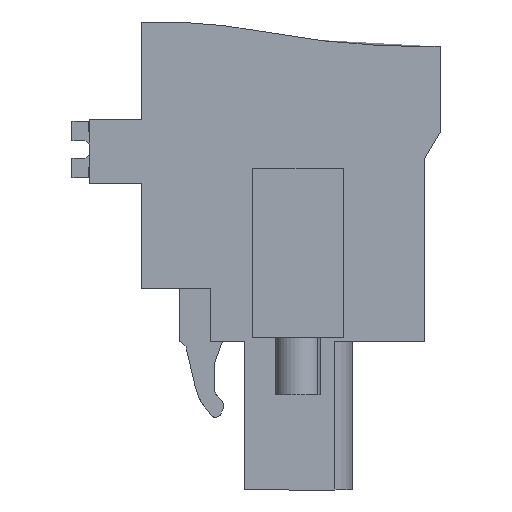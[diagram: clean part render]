
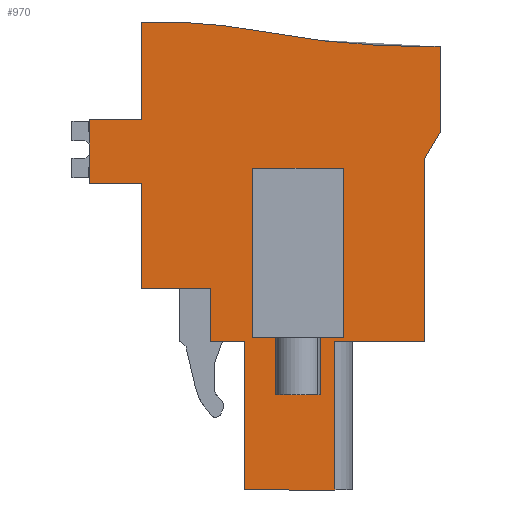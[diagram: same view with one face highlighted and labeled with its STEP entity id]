
A CAD part, left-side view. The second image highlights one B-rep face of the part: STEP entity #970.
In plain terms, the highlighted planar face has unit normal (-1, 0, 0).
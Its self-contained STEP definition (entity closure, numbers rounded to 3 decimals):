
#812=AXIS2_PLACEMENT_3D('Plane Axis2P3D',#809,#810,#811) ;
#825=AXIS2_PLACEMENT_3D('Circle Axis2P3D',#823,#824,$) ;
#832=AXIS2_PLACEMENT_3D('Circle Axis2P3D',#830,#831,$) ;
#49=CARTESIAN_POINT('Vertex',(4.9,12.85,8.35)) ;
#52=CARTESIAN_POINT('Line Origine',(4.9,12.85,9.825)) ;
#56=CARTESIAN_POINT('Vertex',(4.9,12.85,11.3)) ;
#721=CARTESIAN_POINT('Vertex',(4.9,10.937,8.35)) ;
#724=CARTESIAN_POINT('Line Origine',(4.9,11.893,8.35)) ;
#809=CARTESIAN_POINT('Axis2P3D Location',(4.9,3.817,22.4)) ;
#814=CARTESIAN_POINT('Line Origine',(4.9,0.,22.459)) ;
#818=CARTESIAN_POINT('Vertex',(4.9,0.,20.059)) ;
#820=CARTESIAN_POINT('Vertex',(4.9,0.,24.859)) ;
#823=CARTESIAN_POINT('Axis2P3D Location',(4.9,0.92,72.85)) ;
#827=CARTESIAN_POINT('Vertex',(4.9,9.844,25.687)) ;
#830=CARTESIAN_POINT('Axis2P3D Location',(4.9,15.85,-6.057)) ;
#834=CARTESIAN_POINT('Vertex',(4.9,16.75,26.237)) ;
#837=CARTESIAN_POINT('Line Origine',(4.9,16.75,23.494)) ;
#841=CARTESIAN_POINT('Vertex',(4.9,16.75,20.75)) ;
#844=CARTESIAN_POINT('Line Origine',(4.9,18.2,20.75)) ;
#848=CARTESIAN_POINT('Vertex',(4.9,19.65,20.75)) ;
#851=CARTESIAN_POINT('Line Origine',(4.9,19.65,18.975)) ;
#855=CARTESIAN_POINT('Vertex',(4.9,19.65,17.2)) ;
#858=CARTESIAN_POINT('Line Origine',(4.9,18.2,17.2)) ;
#862=CARTESIAN_POINT('Vertex',(4.9,16.75,17.2)) ;
#865=CARTESIAN_POINT('Line Origine',(4.9,16.75,14.25)) ;
#869=CARTESIAN_POINT('Vertex',(4.9,16.75,11.3)) ;
#872=CARTESIAN_POINT('Line Origine',(4.9,14.8,11.3)) ;
#877=CARTESIAN_POINT('Line Origine',(4.9,10.937,4.175)) ;
#881=CARTESIAN_POINT('Vertex',(4.9,10.937,0.)) ;
#884=CARTESIAN_POINT('Line Origine',(4.9,8.414,0.)) ;
#888=CARTESIAN_POINT('Vertex',(4.9,5.891,0.)) ;
#891=CARTESIAN_POINT('Line Origine',(4.9,5.891,4.175)) ;
#895=CARTESIAN_POINT('Vertex',(4.9,5.891,8.35)) ;
#898=CARTESIAN_POINT('Line Origine',(4.9,3.396,8.35)) ;
#902=CARTESIAN_POINT('Vertex',(4.9,0.9,8.35)) ;
#905=CARTESIAN_POINT('Line Origine',(4.9,0.9,13.425)) ;
#909=CARTESIAN_POINT('Vertex',(4.9,0.9,18.5)) ;
#912=CARTESIAN_POINT('Line Origine',(4.9,0.45,19.279)) ;
#936=CARTESIAN_POINT('Line Origine',(4.9,7.964,8.55)) ;
#940=CARTESIAN_POINT('Vertex',(4.9,10.514,8.55)) ;
#942=CARTESIAN_POINT('Vertex',(4.9,5.414,8.55)) ;
#945=CARTESIAN_POINT('Line Origine',(4.9,10.514,13.3)) ;
#949=CARTESIAN_POINT('Vertex',(4.9,10.514,18.05)) ;
#952=CARTESIAN_POINT('Line Origine',(4.9,7.964,18.05)) ;
#956=CARTESIAN_POINT('Vertex',(4.9,5.414,18.05)) ;
#959=CARTESIAN_POINT('Line Origine',(4.9,5.414,13.3)) ;
#53=DIRECTION('Vector Direction',(0.,0.,1.)) ;
#725=DIRECTION('Vector Direction',(0.,1.,0.)) ;
#810=DIRECTION('Axis2P3D Direction',(1.,0.,0.)) ;
#811=DIRECTION('Axis2P3D XDirection',(0.,1.,0.)) ;
#815=DIRECTION('Vector Direction',(0.,0.,1.)) ;
#824=DIRECTION('Axis2P3D Direction',(1.,0.,0.)) ;
#831=DIRECTION('Axis2P3D Direction',(1.,0.,0.)) ;
#838=DIRECTION('Vector Direction',(0.,0.,1.)) ;
#845=DIRECTION('Vector Direction',(0.,-1.,0.)) ;
#852=DIRECTION('Vector Direction',(0.,0.,1.)) ;
#859=DIRECTION('Vector Direction',(0.,1.,0.)) ;
#866=DIRECTION('Vector Direction',(0.,0.,1.)) ;
#873=DIRECTION('Vector Direction',(0.,-1.,0.)) ;
#878=DIRECTION('Vector Direction',(0.,0.,-1.)) ;
#885=DIRECTION('Vector Direction',(0.,-1.,0.)) ;
#892=DIRECTION('Vector Direction',(0.,0.,-1.)) ;
#899=DIRECTION('Vector Direction',(0.,1.,0.)) ;
#906=DIRECTION('Vector Direction',(0.,0.,-1.)) ;
#913=DIRECTION('Vector Direction',(0.,-0.5,0.866)) ;
#937=DIRECTION('Vector Direction',(0.,-1.,0.)) ;
#946=DIRECTION('Vector Direction',(0.,0.,-1.)) ;
#953=DIRECTION('Vector Direction',(0.,-1.,0.)) ;
#960=DIRECTION('Vector Direction',(0.,0.,-1.)) ;
#54=VECTOR('Line Direction',#53,1.) ;
#726=VECTOR('Line Direction',#725,1.) ;
#816=VECTOR('Line Direction',#815,1.) ;
#839=VECTOR('Line Direction',#838,1.) ;
#846=VECTOR('Line Direction',#845,1.) ;
#853=VECTOR('Line Direction',#852,1.) ;
#860=VECTOR('Line Direction',#859,1.) ;
#867=VECTOR('Line Direction',#866,1.) ;
#874=VECTOR('Line Direction',#873,1.) ;
#879=VECTOR('Line Direction',#878,1.) ;
#886=VECTOR('Line Direction',#885,1.) ;
#893=VECTOR('Line Direction',#892,1.) ;
#900=VECTOR('Line Direction',#899,1.) ;
#907=VECTOR('Line Direction',#906,1.) ;
#914=VECTOR('Line Direction',#913,1.) ;
#938=VECTOR('Line Direction',#937,1.) ;
#947=VECTOR('Line Direction',#946,1.) ;
#954=VECTOR('Line Direction',#953,1.) ;
#961=VECTOR('Line Direction',#960,1.) ;
#918=ORIENTED_EDGE('',*,*,#822,.T.) ;
#919=ORIENTED_EDGE('',*,*,#829,.T.) ;
#920=ORIENTED_EDGE('',*,*,#836,.F.) ;
#921=ORIENTED_EDGE('',*,*,#843,.F.) ;
#922=ORIENTED_EDGE('',*,*,#850,.F.) ;
#923=ORIENTED_EDGE('',*,*,#857,.F.) ;
#924=ORIENTED_EDGE('',*,*,#864,.F.) ;
#925=ORIENTED_EDGE('',*,*,#871,.F.) ;
#926=ORIENTED_EDGE('',*,*,#876,.T.) ;
#927=ORIENTED_EDGE('',*,*,#58,.F.) ;
#928=ORIENTED_EDGE('',*,*,#728,.F.) ;
#929=ORIENTED_EDGE('',*,*,#883,.T.) ;
#930=ORIENTED_EDGE('',*,*,#890,.T.) ;
#931=ORIENTED_EDGE('',*,*,#897,.F.) ;
#932=ORIENTED_EDGE('',*,*,#904,.F.) ;
#933=ORIENTED_EDGE('',*,*,#911,.F.) ;
#934=ORIENTED_EDGE('',*,*,#916,.T.) ;
#965=ORIENTED_EDGE('',*,*,#944,.F.) ;
#966=ORIENTED_EDGE('',*,*,#951,.F.) ;
#967=ORIENTED_EDGE('',*,*,#958,.F.) ;
#968=ORIENTED_EDGE('',*,*,#963,.T.) ;
#969=FACE_BOUND('',#964,.T.) ;
#970=ADVANCED_FACE('HOUSING',(#935,#969),#813,.F.) ;
#826=CIRCLE('generated circle',#825,48.) ;
#833=CIRCLE('generated circle',#832,32.307) ;
#58=EDGE_CURVE('',#50,#57,#55,.T.) ;
#728=EDGE_CURVE('',#722,#50,#727,.T.) ;
#822=EDGE_CURVE('',#819,#821,#817,.T.) ;
#829=EDGE_CURVE('',#821,#828,#826,.T.) ;
#836=EDGE_CURVE('',#835,#828,#833,.T.) ;
#843=EDGE_CURVE('',#842,#835,#840,.T.) ;
#850=EDGE_CURVE('',#849,#842,#847,.T.) ;
#857=EDGE_CURVE('',#856,#849,#854,.T.) ;
#864=EDGE_CURVE('',#863,#856,#861,.T.) ;
#871=EDGE_CURVE('',#870,#863,#868,.T.) ;
#876=EDGE_CURVE('',#870,#57,#875,.T.) ;
#883=EDGE_CURVE('',#722,#882,#880,.T.) ;
#890=EDGE_CURVE('',#882,#889,#887,.T.) ;
#897=EDGE_CURVE('',#896,#889,#894,.T.) ;
#904=EDGE_CURVE('',#903,#896,#901,.T.) ;
#911=EDGE_CURVE('',#910,#903,#908,.T.) ;
#916=EDGE_CURVE('',#910,#819,#915,.T.) ;
#944=EDGE_CURVE('',#941,#943,#939,.T.) ;
#951=EDGE_CURVE('',#950,#941,#948,.T.) ;
#958=EDGE_CURVE('',#957,#950,#955,.F.) ;
#963=EDGE_CURVE('',#957,#943,#962,.T.) ;
#917=EDGE_LOOP('',(#918,#919,#920,#921,#922,#923,#924,#925,#926,#927,#928,#929,#930,#931,#932,#933,#934)) ;
#964=EDGE_LOOP('',(#965,#966,#967,#968)) ;
#935=FACE_OUTER_BOUND('',#917,.T.) ;
#55=LINE('Line',#52,#54) ;
#727=LINE('Line',#724,#726) ;
#817=LINE('Line',#814,#816) ;
#840=LINE('Line',#837,#839) ;
#847=LINE('Line',#844,#846) ;
#854=LINE('Line',#851,#853) ;
#861=LINE('Line',#858,#860) ;
#868=LINE('Line',#865,#867) ;
#875=LINE('Line',#872,#874) ;
#880=LINE('Line',#877,#879) ;
#887=LINE('Line',#884,#886) ;
#894=LINE('Line',#891,#893) ;
#901=LINE('Line',#898,#900) ;
#908=LINE('Line',#905,#907) ;
#915=LINE('Line',#912,#914) ;
#939=LINE('Line',#936,#938) ;
#948=LINE('Line',#945,#947) ;
#955=LINE('Line',#952,#954) ;
#962=LINE('Line',#959,#961) ;
#813=PLANE('',#812) ;
#50=VERTEX_POINT('',#49) ;
#57=VERTEX_POINT('',#56) ;
#722=VERTEX_POINT('',#721) ;
#819=VERTEX_POINT('',#818) ;
#821=VERTEX_POINT('',#820) ;
#828=VERTEX_POINT('',#827) ;
#835=VERTEX_POINT('',#834) ;
#842=VERTEX_POINT('',#841) ;
#849=VERTEX_POINT('',#848) ;
#856=VERTEX_POINT('',#855) ;
#863=VERTEX_POINT('',#862) ;
#870=VERTEX_POINT('',#869) ;
#882=VERTEX_POINT('',#881) ;
#889=VERTEX_POINT('',#888) ;
#896=VERTEX_POINT('',#895) ;
#903=VERTEX_POINT('',#902) ;
#910=VERTEX_POINT('',#909) ;
#941=VERTEX_POINT('',#940) ;
#943=VERTEX_POINT('',#942) ;
#950=VERTEX_POINT('',#949) ;
#957=VERTEX_POINT('',#956) ;
